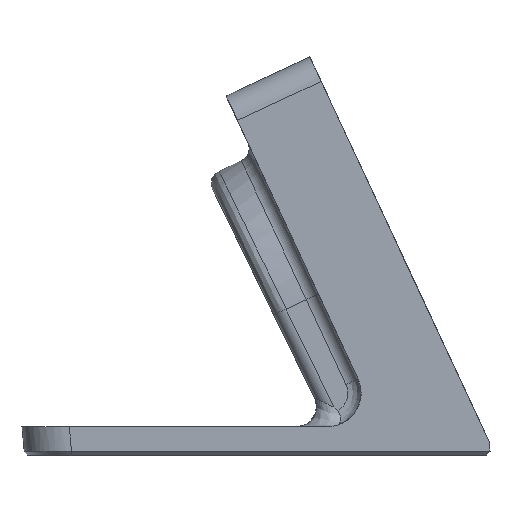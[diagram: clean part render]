
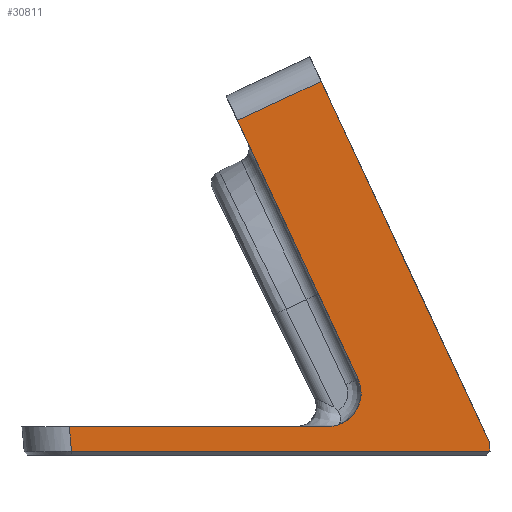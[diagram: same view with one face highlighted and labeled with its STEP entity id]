
A CAD part, left-side view. The second image highlights one B-rep face of the part: STEP entity #30811.
In plain terms, the highlighted planar face has unit normal (-1, 0, 0).
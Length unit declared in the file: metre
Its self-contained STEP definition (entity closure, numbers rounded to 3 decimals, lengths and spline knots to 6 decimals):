
#202=CIRCLE('',#32574,0.005);
#1428=ORIENTED_EDGE('',*,*,#10632,.T.);
#1429=ORIENTED_EDGE('',*,*,#10633,.T.);
#1430=ORIENTED_EDGE('',*,*,#10634,.T.);
#1431=ORIENTED_EDGE('',*,*,#10635,.T.);
#1432=ORIENTED_EDGE('',*,*,#9514,.F.);
#1433=ORIENTED_EDGE('',*,*,#10636,.T.);
#1434=ORIENTED_EDGE('',*,*,#10613,.F.);
#1435=ORIENTED_EDGE('',*,*,#10637,.T.);
#1436=ORIENTED_EDGE('',*,*,#10198,.T.);
#9514=EDGE_CURVE('',#14119,#14120,#17176,.T.);
#10198=EDGE_CURVE('',#14788,#14803,#17845,.T.);
#10613=EDGE_CURVE('',#15213,#15214,#18240,.T.);
#10632=EDGE_CURVE('',#14803,#15232,#18251,.T.);
#10633=EDGE_CURVE('',#15232,#15233,#18252,.T.);
#10634=EDGE_CURVE('',#15233,#15234,#18253,.T.);
#10635=EDGE_CURVE('',#15234,#14120,#18254,.T.);
#10636=EDGE_CURVE('',#14119,#15214,#18255,.T.);
#10637=EDGE_CURVE('',#15213,#14788,#202,.T.);
#14119=VERTEX_POINT('',#42059);
#14120=VERTEX_POINT('',#42061);
#14788=VERTEX_POINT('',#43399);
#14803=VERTEX_POINT('',#43428);
#15213=VERTEX_POINT('',#44324);
#15214=VERTEX_POINT('',#44326);
#15232=VERTEX_POINT('',#44373);
#15233=VERTEX_POINT('',#44375);
#15234=VERTEX_POINT('',#44377);
#17176=LINE('',#42060,#21641);
#17845=LINE('',#43429,#22310);
#18240=LINE('',#44325,#22705);
#18251=LINE('',#44372,#22716);
#18252=LINE('',#44374,#22717);
#18253=LINE('',#44376,#22718);
#18254=LINE('',#44378,#22719);
#18255=LINE('',#44379,#22720);
#21641=VECTOR('',#34244,1.);
#22310=VECTOR('',#34945,1.);
#22705=VECTOR('',#35376,1.);
#22716=VECTOR('',#35407,1.);
#22717=VECTOR('',#35408,1.);
#22718=VECTOR('',#35409,1.);
#22719=VECTOR('',#35410,1.);
#22720=VECTOR('',#35411,1.);
#26083=EDGE_LOOP('',(#1428,#1429,#1430,#1431,#1432,#1433,#1434,#1435,#1436));
#27701=FACE_BOUND('',#26083,.T.);
#29293=PLANE('',#32573);
#30811=ADVANCED_FACE('',(#27701),#29293,.F.);
#32573=AXIS2_PLACEMENT_3D('',#44371,#35405,#35406);
#32574=AXIS2_PLACEMENT_3D('',#44380,#35412,#35413);
#34244=DIRECTION('',(0.,-0.423,-0.906));
#34945=DIRECTION('',(0.,1.,0.));
#35376=DIRECTION('',(0.,0.423,0.906));
#35405=DIRECTION('',(1.,0.,0.));
#35406=DIRECTION('',(0.,-0.087,-0.996));
#35407=DIRECTION('',(0.,-0.087,-0.996));
#35408=DIRECTION('',(0.,-1.,0.));
#35409=DIRECTION('',(0.,-0.676,0.737));
#35410=DIRECTION('',(0.,0.087,0.996));
#35411=DIRECTION('',(0.,0.906,-0.423));
#35412=DIRECTION('',(1.,0.,0.));
#35413=DIRECTION('',(0.,-0.087,-0.996));
#42059=CARTESIAN_POINT('',(-0.068125,0.02154,-0.040492));
#42060=CARTESIAN_POINT('',(-0.068125,0.009918,-0.065416));
#42061=CARTESIAN_POINT('',(-0.068125,-0.003394,-0.093964));
#43399=CARTESIAN_POINT('',(-0.068125,0.020608,-0.091738));
#43428=CARTESIAN_POINT('',(-0.068125,0.058902,-0.091738));
#43429=CARTESIAN_POINT('',(-0.068125,0.009916,-0.091738));
#44324=CARTESIAN_POINT('',(-0.068125,0.016077,-0.084625));
#44325=CARTESIAN_POINT('',(-0.068125,0.022334,-0.071206));
#44326=CARTESIAN_POINT('',(-0.068125,0.033956,-0.046282));
#44371=CARTESIAN_POINT('',(-0.068125,0.009916,-0.065415));
#44372=CARTESIAN_POINT('',(-0.068125,0.058097,-0.100948));
#44373=CARTESIAN_POINT('',(-0.068125,0.058583,-0.095393));
#44374=CARTESIAN_POINT('',(-0.068125,0.009916,-0.095393));
#44375=CARTESIAN_POINT('',(-0.068125,-0.003472,-0.095393));
#44376=CARTESIAN_POINT('',(-0.068125,-0.002972,-0.095938));
#44377=CARTESIAN_POINT('',(-0.068125,-0.003515,-0.095345));
#44378=CARTESIAN_POINT('',(-0.068125,-0.003464,-0.09476));
#44379=CARTESIAN_POINT('',(-0.068125,0.021538,-0.040491));
#44380=CARTESIAN_POINT('',(-0.068125,0.020608,-0.086738));
